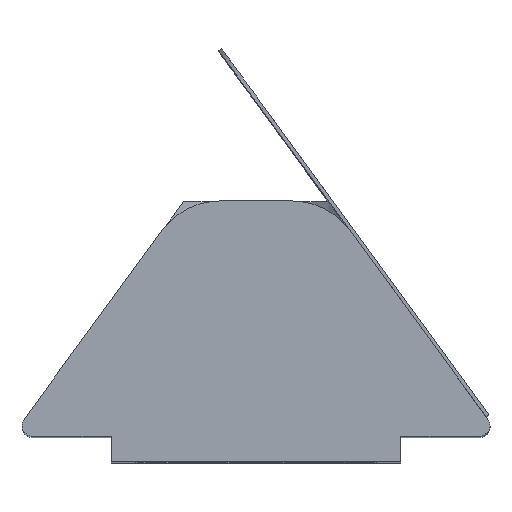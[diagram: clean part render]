
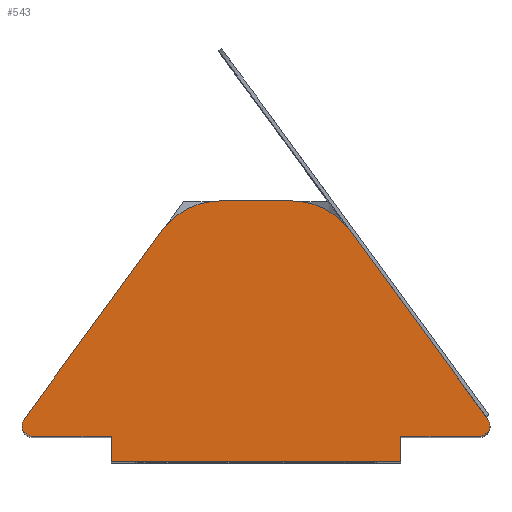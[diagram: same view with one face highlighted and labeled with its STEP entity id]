
A CAD part, top view. The second image highlights one B-rep face of the part: STEP entity #543.
In plain terms, the highlighted planar face has unit normal (0, 0, 1).
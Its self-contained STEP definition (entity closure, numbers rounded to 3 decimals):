
#29=PLANE('',#604);
#53=FACE_OUTER_BOUND('',#81,.T.);
#81=EDGE_LOOP('',(#431,#432,#433,#434,#435,#436,#437,#438,#439,#440,#441,
#442));
#122=LINE('',#870,#177);
#125=LINE('',#876,#180);
#126=LINE('',#880,#181);
#127=LINE('',#884,#182);
#128=LINE('',#888,#183);
#129=LINE('',#890,#184);
#130=LINE('',#892,#185);
#131=LINE('',#893,#186);
#177=VECTOR('',#710,10.);
#180=VECTOR('',#715,10.);
#181=VECTOR('',#718,10.);
#182=VECTOR('',#721,10.);
#183=VECTOR('',#724,10.);
#184=VECTOR('',#725,10.);
#185=VECTOR('',#726,10.);
#186=VECTOR('',#727,10.);
#216=CIRCLE('',#601,0.3);
#218=CIRCLE('',#605,2.);
#219=CIRCLE('',#606,2.);
#220=CIRCLE('',#607,0.3);
#250=VERTEX_POINT('',#860);
#251=VERTEX_POINT('',#861);
#254=VERTEX_POINT('',#869);
#256=VERTEX_POINT('',#875);
#257=VERTEX_POINT('',#877);
#258=VERTEX_POINT('',#879);
#259=VERTEX_POINT('',#881);
#260=VERTEX_POINT('',#883);
#261=VERTEX_POINT('',#885);
#262=VERTEX_POINT('',#887);
#263=VERTEX_POINT('',#889);
#264=VERTEX_POINT('',#891);
#314=EDGE_CURVE('',#250,#251,#216,.T.);
#318=EDGE_CURVE('',#254,#251,#122,.T.);
#321=EDGE_CURVE('',#250,#256,#125,.T.);
#322=EDGE_CURVE('',#257,#256,#218,.T.);
#323=EDGE_CURVE('',#257,#258,#126,.T.);
#324=EDGE_CURVE('',#259,#258,#219,.T.);
#325=EDGE_CURVE('',#259,#260,#127,.T.);
#326=EDGE_CURVE('',#261,#260,#220,.T.);
#327=EDGE_CURVE('',#261,#262,#128,.T.);
#328=EDGE_CURVE('',#262,#263,#129,.T.);
#329=EDGE_CURVE('',#263,#264,#130,.T.);
#330=EDGE_CURVE('',#264,#254,#131,.T.);
#431=ORIENTED_EDGE('',*,*,#314,.F.);
#432=ORIENTED_EDGE('',*,*,#321,.T.);
#433=ORIENTED_EDGE('',*,*,#322,.F.);
#434=ORIENTED_EDGE('',*,*,#323,.T.);
#435=ORIENTED_EDGE('',*,*,#324,.F.);
#436=ORIENTED_EDGE('',*,*,#325,.T.);
#437=ORIENTED_EDGE('',*,*,#326,.F.);
#438=ORIENTED_EDGE('',*,*,#327,.T.);
#439=ORIENTED_EDGE('',*,*,#328,.T.);
#440=ORIENTED_EDGE('',*,*,#329,.T.);
#441=ORIENTED_EDGE('',*,*,#330,.T.);
#442=ORIENTED_EDGE('',*,*,#318,.T.);
#543=ADVANCED_FACE('',(#53),#29,.T.);
#601=AXIS2_PLACEMENT_3D('',#862,#702,#703);
#604=AXIS2_PLACEMENT_3D('',#874,#713,#714);
#605=AXIS2_PLACEMENT_3D('',#878,#716,#717);
#606=AXIS2_PLACEMENT_3D('',#882,#719,#720);
#607=AXIS2_PLACEMENT_3D('',#886,#722,#723);
#702=DIRECTION('center_axis',(0.,0.,-1.));
#703=DIRECTION('ref_axis',(0.892,-0.453,0.));
#710=DIRECTION('',(1.,0.,0.));
#713=DIRECTION('center_axis',(0.,0.,1.));
#714=DIRECTION('ref_axis',(1.,0.,0.));
#715=DIRECTION('',(-0.59,0.807,0.));
#716=DIRECTION('center_axis',(0.,0.,-1.));
#717=DIRECTION('ref_axis',(0.453,0.892,0.));
#718=DIRECTION('',(-1.,0.,0.));
#719=DIRECTION('center_axis',(0.,0.,-1.));
#720=DIRECTION('ref_axis',(-0.453,0.892,0.));
#721=DIRECTION('',(-0.59,-0.807,0.));
#722=DIRECTION('center_axis',(0.,0.,-1.));
#723=DIRECTION('ref_axis',(-0.892,-0.453,0.));
#724=DIRECTION('',(1.,0.,0.));
#725=DIRECTION('',(0.,-1.,0.));
#726=DIRECTION('',(1.,0.,0.));
#727=DIRECTION('',(0.,1.,0.));
#860=CARTESIAN_POINT('',(6.401,0.477,22.));
#861=CARTESIAN_POINT('',(6.159,0.,22.));
#862=CARTESIAN_POINT('Origin',(6.159,0.3,22.));
#869=CARTESIAN_POINT('',(4.,0.,22.));
#870=CARTESIAN_POINT('',(4.,0.,22.));
#874=CARTESIAN_POINT('Origin',(0.,2.064,22.));
#875=CARTESIAN_POINT('',(2.599,5.68,22.));
#876=CARTESIAN_POINT('',(6.75,0.,22.));
#877=CARTESIAN_POINT('',(0.984,6.5,22.));
#878=CARTESIAN_POINT('Origin',(0.984,4.5,22.));
#879=CARTESIAN_POINT('',(-0.984,6.5,22.));
#880=CARTESIAN_POINT('',(2.,6.5,22.));
#881=CARTESIAN_POINT('',(-2.599,5.68,22.));
#882=CARTESIAN_POINT('Origin',(-0.984,4.5,22.));
#883=CARTESIAN_POINT('',(-6.401,0.477,22.));
#884=CARTESIAN_POINT('',(-2.,6.5,22.));
#885=CARTESIAN_POINT('',(-6.159,0.,22.));
#886=CARTESIAN_POINT('Origin',(-6.159,0.3,22.));
#887=CARTESIAN_POINT('',(-4.,0.,22.));
#888=CARTESIAN_POINT('',(-6.75,0.,22.));
#889=CARTESIAN_POINT('',(-4.,-0.7,22.));
#890=CARTESIAN_POINT('',(-4.,0.,22.));
#891=CARTESIAN_POINT('',(4.,-0.7,22.));
#892=CARTESIAN_POINT('',(-4.,-0.7,22.));
#893=CARTESIAN_POINT('',(4.,-0.7,22.));
